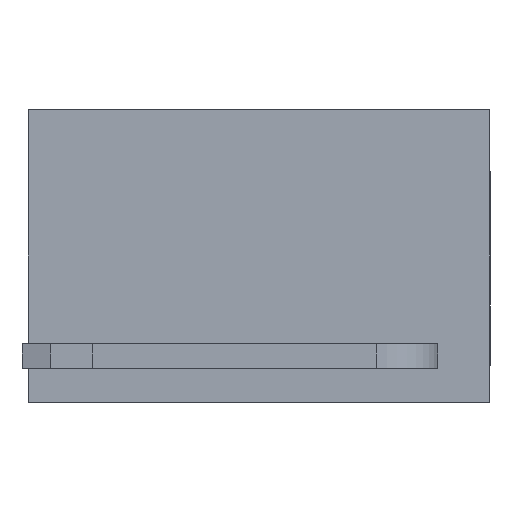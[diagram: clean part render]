
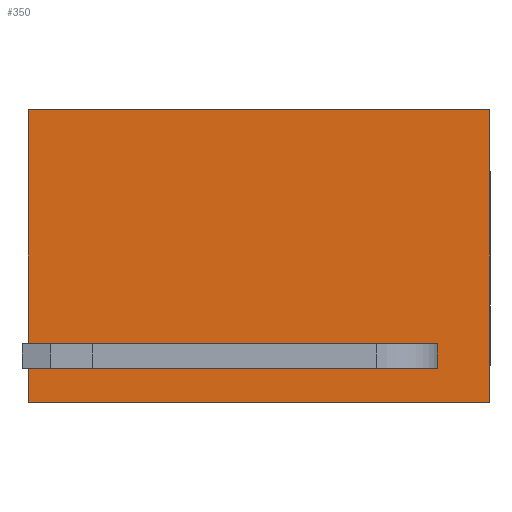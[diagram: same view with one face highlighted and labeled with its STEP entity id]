
A CAD part, front view. The second image highlights one B-rep face of the part: STEP entity #350.
In plain terms, the highlighted planar face has unit normal (0, -1, 0).
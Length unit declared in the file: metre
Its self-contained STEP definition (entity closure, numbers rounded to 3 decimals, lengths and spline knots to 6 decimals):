
#350=ADVANCED_FACE('',(#742,#743,#744,#745),#746,.T.);
#742=FACE_BOUND('',#1175,.T.);
#743=FACE_BOUND('',#1176,.T.);
#744=FACE_BOUND('',#1177,.T.);
#745=FACE_OUTER_BOUND('',#1178,.T.);
#746=PLANE('',#1179);
#1175=EDGE_LOOP('',(#2165,#2166,#2167,#2168));
#1176=EDGE_LOOP('',(#2169,#2170,#2171,#2172));
#1177=EDGE_LOOP('',(#2173,#2174,#2175,#2176));
#1178=EDGE_LOOP('',(#2177,#2178,#2179,#2180));
#1179=AXIS2_PLACEMENT_3D('',#2181,#2182,#2183);
#2165=ORIENTED_EDGE('',*,*,#2990,.T.);
#2166=ORIENTED_EDGE('',*,*,#2991,.F.);
#2167=ORIENTED_EDGE('',*,*,#2821,.T.);
#2168=ORIENTED_EDGE('',*,*,#2909,.T.);
#2169=ORIENTED_EDGE('',*,*,#2992,.T.);
#2170=ORIENTED_EDGE('',*,*,#2798,.T.);
#2171=ORIENTED_EDGE('',*,*,#2950,.T.);
#2172=ORIENTED_EDGE('',*,*,#2942,.T.);
#2173=ORIENTED_EDGE('',*,*,#2905,.T.);
#2174=ORIENTED_EDGE('',*,*,#2861,.T.);
#2175=ORIENTED_EDGE('',*,*,#2993,.T.);
#2176=ORIENTED_EDGE('',*,*,#2965,.T.);
#2177=ORIENTED_EDGE('',*,*,#2774,.F.);
#2178=ORIENTED_EDGE('',*,*,#2806,.T.);
#2179=ORIENTED_EDGE('',*,*,#2629,.T.);
#2180=ORIENTED_EDGE('',*,*,#2994,.T.);
#2181=CARTESIAN_POINT('',(0.015,0.0003,-0.0095));
#2182=DIRECTION('',(0.,-1.0,0.));
#2183=DIRECTION('',(0.,0.,1.0));
#2629=EDGE_CURVE('',#3163,#3164,#3165,.T.);
#2774=EDGE_CURVE('',#3401,#3403,#3404,.T.);
#2798=EDGE_CURVE('',#3440,#3437,#3441,.T.);
#2806=EDGE_CURVE('',#3401,#3163,#3452,.T.);
#2821=EDGE_CURVE('',#3475,#3473,#3476,.T.);
#2861=EDGE_CURVE('',#3540,#3538,#3541,.T.);
#2905=EDGE_CURVE('',#3598,#3540,#3599,.T.);
#2909=EDGE_CURVE('',#3473,#3602,#3604,.T.);
#2942=EDGE_CURVE('',#3648,#3645,#3649,.T.);
#2950=EDGE_CURVE('',#3437,#3648,#3659,.T.);
#2965=EDGE_CURVE('',#3676,#3598,#3677,.T.);
#2990=EDGE_CURVE('',#3602,#3708,#3709,.T.);
#2991=EDGE_CURVE('',#3475,#3708,#3710,.T.);
#2992=EDGE_CURVE('',#3645,#3440,#3711,.T.);
#2993=EDGE_CURVE('',#3538,#3676,#3712,.T.);
#2994=EDGE_CURVE('',#3164,#3403,#3713,.T.);
#3163=VERTEX_POINT('',#3930);
#3164=VERTEX_POINT('',#3931);
#3165=LINE('',#3932,#3933);
#3401=VERTEX_POINT('',#4279);
#3403=VERTEX_POINT('',#4282);
#3404=LINE('',#4283,#4284);
#3437=VERTEX_POINT('',#4330);
#3440=VERTEX_POINT('',#4334);
#3441=LINE('',#4335,#4336);
#3452=LINE('',#4352,#4353);
#3473=VERTEX_POINT('',#4384);
#3475=VERTEX_POINT('',#4387);
#3476=LINE('',#4388,#4389);
#3538=VERTEX_POINT('',#4480);
#3540=VERTEX_POINT('',#4483);
#3541=LINE('',#4484,#4485);
#3598=VERTEX_POINT('',#4569);
#3599=LINE('',#4570,#4571);
#3602=VERTEX_POINT('',#4575);
#3604=LINE('',#4578,#4579);
#3645=VERTEX_POINT('',#4637);
#3648=VERTEX_POINT('',#4641);
#3649=LINE('',#4642,#4643);
#3659=LINE('',#4658,#4659);
#3676=VERTEX_POINT('',#4683);
#3677=LINE('',#4684,#4685);
#3708=VERTEX_POINT('',#4731);
#3709=LINE('',#4732,#4733);
#3710=LINE('',#4734,#4735);
#3711=LINE('',#4736,#4737);
#3712=LINE('',#4738,#4739);
#3713=LINE('',#4740,#4741);
#3930=CARTESIAN_POINT('',(0.015,0.0003,0.));
#3931=CARTESIAN_POINT('',(0.0,0.0003,0.));
#3932=CARTESIAN_POINT('',(0.015,0.0003,0.));
#3933=VECTOR('',#4907,1.0);
#4279=CARTESIAN_POINT('',(0.015,0.0003,-0.0095));
#4282=CARTESIAN_POINT('',(0.,0.0003,-0.0095));
#4283=CARTESIAN_POINT('',(0.015,0.0003,-0.0095));
#4284=VECTOR('',#5031,1.0);
#4330=CARTESIAN_POINT('',(0.0083,0.0003,-0.0084));
#4334=CARTESIAN_POINT('',(0.0083,0.0003,-0.0076));
#4335=CARTESIAN_POINT('',(0.0083,0.0003,-0.00945));
#4336=VECTOR('',#5058,1.0);
#4352=CARTESIAN_POINT('',(0.015,0.0003,-0.0095));
#4353=VECTOR('',#5064,1.0);
#4384=CARTESIAN_POINT('',(0.0021,0.0003,-0.0084));
#4387=CARTESIAN_POINT('',(0.0033,0.0003,-0.0084));
#4388=CARTESIAN_POINT('',(0.00845,0.0003,-0.0084));
#4389=VECTOR('',#5076,1.0);
#4480=CARTESIAN_POINT('',(0.0133,0.0003,-0.0076));
#4483=CARTESIAN_POINT('',(0.0117,0.0003,-0.0076));
#4484=CARTESIAN_POINT('',(0.015,0.0003,-0.0076));
#4485=VECTOR('',#5113,1.0);
#4569=CARTESIAN_POINT('',(0.0117,0.0003,-0.0084));
#4570=CARTESIAN_POINT('',(0.0117,0.0003,-0.00945));
#4571=VECTOR('',#5147,1.0);
#4575=CARTESIAN_POINT('',(0.0021,0.0003,-0.0076));
#4578=CARTESIAN_POINT('',(0.0021,0.0003,-0.0084));
#4579=VECTOR('',#5150,1.0);
#4637=CARTESIAN_POINT('',(0.0067,0.0003,-0.0076));
#4641=CARTESIAN_POINT('',(0.0067,0.0003,-0.0084));
#4642=CARTESIAN_POINT('',(0.0067,0.0003,-0.00945));
#4643=VECTOR('',#5181,1.0);
#4658=CARTESIAN_POINT('',(0.01345,0.0003,-0.0084));
#4659=VECTOR('',#5190,1.0);
#4683=CARTESIAN_POINT('',(0.0133,0.0003,-0.0084));
#4684=CARTESIAN_POINT('',(0.01845,0.0003,-0.0084));
#4685=VECTOR('',#5204,1.0);
#4731=CARTESIAN_POINT('',(0.0033,0.0003,-0.0076));
#4732=CARTESIAN_POINT('',(0.00295,0.0003,-0.0076));
#4733=VECTOR('',#5220,1.0);
#4734=CARTESIAN_POINT('',(0.0033,0.0003,-0.00945));
#4735=VECTOR('',#5221,1.0);
#4736=CARTESIAN_POINT('',(0.015,0.0003,-0.0076));
#4737=VECTOR('',#5222,1.0);
#4738=CARTESIAN_POINT('',(0.0133,0.0003,-0.00945));
#4739=VECTOR('',#5223,1.0);
#4740=CARTESIAN_POINT('',(0.,0.0003,-0.00605));
#4741=VECTOR('',#5224,1.0);
#4907=DIRECTION('',(-1.0,0.,0.));
#5031=DIRECTION('',(-1.0,0.,0.));
#5058=DIRECTION('',(0.,0.,-1.0));
#5064=DIRECTION('',(0.,0.,1.0));
#5076=DIRECTION('',(-1.0,0.,0.));
#5113=DIRECTION('',(1.0,0.,0.));
#5147=DIRECTION('',(0.,0.,1.0));
#5150=DIRECTION('',(0.,0.,1.0));
#5181=DIRECTION('',(0.,0.,1.0));
#5190=DIRECTION('',(-1.0,0.,0.));
#5204=DIRECTION('',(-1.0,0.,0.));
#5220=DIRECTION('',(1.0,0.,0.));
#5221=DIRECTION('',(0.,0.,1.0));
#5222=DIRECTION('',(1.0,0.,0.));
#5223=DIRECTION('',(0.,0.,-1.0));
#5224=DIRECTION('',(0.,0.,-1.0));
